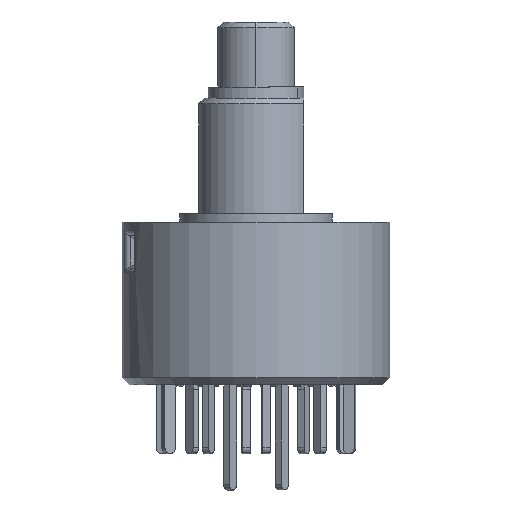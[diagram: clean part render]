
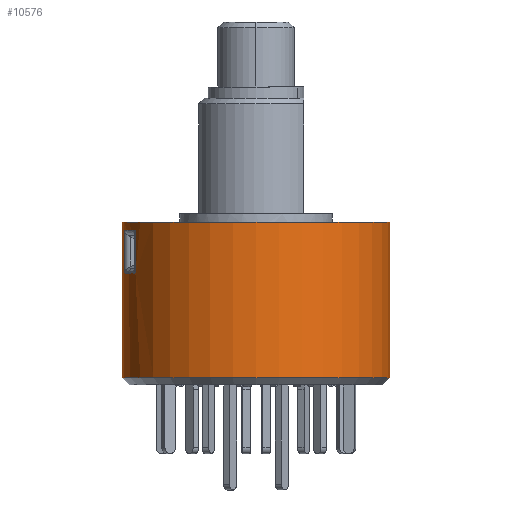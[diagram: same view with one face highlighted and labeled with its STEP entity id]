
A CAD part, left-side view. The second image highlights one B-rep face of the part: STEP entity #10576.
In plain terms, the highlighted cylindrical face has radius 7 mm (diameter 14 mm), a partial arc.
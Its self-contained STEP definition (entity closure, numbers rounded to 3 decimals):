
#21 = EDGE_LOOP ( 'NONE', ( #12471, #8519, #10733, #4452, #9277 ) ) ;
#45 = LINE ( 'NONE', #3345, #6869 ) ;
#535 = CARTESIAN_POINT ( 'NONE',  ( -3.036, 6.308, -3.094 ) ) ;
#646 = CARTESIAN_POINT ( 'NONE',  ( -2.163, 6.657, -3.129 ) ) ;
#695 = EDGE_CURVE ( 'NONE', #10522, #11579, #11923, .T. ) ;
#1338 = CARTESIAN_POINT ( 'NONE',  ( -3.036, 6.308, -0.888 ) ) ;
#1408 = CARTESIAN_POINT ( 'NONE',  ( -3.036, 6.308, -0.888 ) ) ;
#1544 = DIRECTION ( 'NONE',  ( 0., -1., 0. ) ) ;
#1636 = ORIENTED_EDGE ( 'NONE', *, *, #695, .T. ) ;
#1644 = CARTESIAN_POINT ( 'NONE',  ( -1.252, 6.887, -0.888 ) ) ;
#1666 = VECTOR ( 'NONE', #15081, 1000. ) ;
#1679 =( BOUNDED_CURVE ( )  B_SPLINE_CURVE ( 3, ( #6046, #6094, #14709, #12382 ),
 .UNSPECIFIED., .F., .T. ) 
 B_SPLINE_CURVE_WITH_KNOTS ( ( 4, 4 ),
 ( 0., 0.134 ),
 .UNSPECIFIED. ) 
 CURVE ( )  GEOMETRIC_REPRESENTATION_ITEM ( )  RATIONAL_B_SPLINE_CURVE ( ( 1., 0.998, 0.998, 1. ) ) 
 REPRESENTATION_ITEM ( '' )  );
#1943 =( BOUNDED_CURVE ( )  B_SPLINE_CURVE ( 3, ( #535, #4210, #2962, #646 ),
 .UNSPECIFIED., .F., .F. ) 
 B_SPLINE_CURVE_WITH_KNOTS ( ( 4, 4 ),
 ( 6.149, 6.283 ),
 .UNSPECIFIED. ) 
 CURVE ( )  GEOMETRIC_REPRESENTATION_ITEM ( )  RATIONAL_B_SPLINE_CURVE ( ( 1., 0.998, 0.998, 1. ) ) 
 REPRESENTATION_ITEM ( '' )  );
#2838 = VERTEX_POINT ( 'NONE', #4252 ) ;
#2859 = EDGE_CURVE ( 'NONE', #15412, #9216, #12626, .T. ) ;
#2962 = CARTESIAN_POINT ( 'NONE',  ( -2.462, 6.56, -3.129 ) ) ;
#3157 = EDGE_LOOP ( 'NONE', ( #8010, #8960, #8912, #1636 ) ) ;
#3303 = EDGE_CURVE ( 'NONE', #2838, #11579, #11841, .T. ) ;
#3345 = CARTESIAN_POINT ( 'NONE',  ( 0., 7., -0.45 ) ) ;
#3396 = AXIS2_PLACEMENT_3D ( 'NONE', #15117, #14035, #6417 ) ;
#4198 = VERTEX_POINT ( 'NONE', #5159 ) ;
#4210 = CARTESIAN_POINT ( 'NONE',  ( -2.753, 6.444, -3.117 ) ) ;
#4252 = CARTESIAN_POINT ( 'NONE',  ( 0., -7., -0.45 ) ) ;
#4379 = EDGE_CURVE ( 'NONE', #13354, #2838, #12213, .T. ) ;
#4430 = EDGE_CURVE ( 'NONE', #8179, #12657, #1679, .T. ) ;
#4452 = ORIENTED_EDGE ( 'NONE', *, *, #2859, .T. ) ;
#4914 = CARTESIAN_POINT ( 'NONE',  ( 0., 7., -8.574 ) ) ;
#5032 = DIRECTION ( 'NONE',  ( 0., 0., 1. ) ) ;
#5117 = LINE ( 'NONE', #7619, #13775 ) ;
#5159 = CARTESIAN_POINT ( 'NONE',  ( -3.036, 6.308, -3.094 ) ) ;
#5218 = CARTESIAN_POINT ( 'NONE',  ( -1.252, 6.887, -0.45 ) ) ;
#5618 = CARTESIAN_POINT ( 'NONE',  ( -2.163, 6.657, -3.129 ) ) ;
#5747 = FACE_OUTER_BOUND ( 'NONE', #3157, .T. ) ;
#6046 = CARTESIAN_POINT ( 'NONE',  ( -2.163, 6.657, -3.129 ) ) ;
#6094 = CARTESIAN_POINT ( 'NONE',  ( -1.865, 6.754, -3.129 ) ) ;
#6417 = DIRECTION ( 'NONE',  ( 0., 1., 0. ) ) ;
#6476 = DIRECTION ( 'NONE',  ( 0., 0., -1. ) ) ;
#6555 = DIRECTION ( 'NONE',  ( 0., 0., 1. ) ) ;
#6729 = CARTESIAN_POINT ( 'NONE',  ( -1.252, 6.887, -0.888 ) ) ;
#6869 = VECTOR ( 'NONE', #12129, 1000. ) ;
#7309 = CARTESIAN_POINT ( 'NONE',  ( 0., 0., -0.45 ) ) ;
#7314 = CYLINDRICAL_SURFACE ( 'NONE', #3396, 7. ) ;
#7619 = CARTESIAN_POINT ( 'NONE',  ( -3.036, 6.308, -0.45 ) ) ;
#7806 = AXIS2_PLACEMENT_3D ( 'NONE', #7309, #8563, #10963 ) ;
#7861 = CARTESIAN_POINT ( 'NONE',  ( 0., -7., -8.574 ) ) ;
#7879 = CARTESIAN_POINT ( 'NONE',  ( -1.252, 6.887, -3.094 ) ) ;
#8010 = ORIENTED_EDGE ( 'NONE', *, *, #3303, .F. ) ;
#8179 = VERTEX_POINT ( 'NONE', #5618 ) ;
#8519 = ORIENTED_EDGE ( 'NONE', *, *, #4430, .T. ) ;
#8563 = DIRECTION ( 'NONE',  ( 0., 0., 1. ) ) ;
#8643 = CARTESIAN_POINT ( 'NONE',  ( 0., 7., -0.45 ) ) ;
#8912 = ORIENTED_EDGE ( 'NONE', *, *, #11301, .T. ) ;
#8960 = ORIENTED_EDGE ( 'NONE', *, *, #4379, .F. ) ;
#9102 = AXIS2_PLACEMENT_3D ( 'NONE', #11441, #5032, #1544 ) ;
#9216 = VERTEX_POINT ( 'NONE', #1408 ) ;
#9277 = ORIENTED_EDGE ( 'NONE', *, *, #14039, .T. ) ;
#9288 = EDGE_CURVE ( 'NONE', #4198, #8179, #1943, .T. ) ;
#9311 = LINE ( 'NONE', #5218, #13986 ) ;
#10233 = CARTESIAN_POINT ( 'NONE',  ( 0., -7., -0.45 ) ) ;
#10472 = FACE_BOUND ( 'NONE', #21, .T. ) ;
#10522 = VERTEX_POINT ( 'NONE', #4914 ) ;
#10576 = ADVANCED_FACE ( 'NONE', ( #5747, #10472 ), #7314, .T. ) ;
#10733 = ORIENTED_EDGE ( 'NONE', *, *, #13537, .T. ) ;
#10963 = DIRECTION ( 'NONE',  ( 0., -1., 0. ) ) ;
#11301 = EDGE_CURVE ( 'NONE', #13354, #10522, #45, .T. ) ;
#11441 = CARTESIAN_POINT ( 'NONE',  ( 0., 0., -8.574 ) ) ;
#11579 = VERTEX_POINT ( 'NONE', #7861 ) ;
#11841 = LINE ( 'NONE', #10233, #1666 ) ;
#11923 = CIRCLE ( 'NONE', #9102, 7. ) ;
#12129 = DIRECTION ( 'NONE',  ( 0., 0., -1. ) ) ;
#12213 = CIRCLE ( 'NONE', #7806, 7. ) ;
#12382 = CARTESIAN_POINT ( 'NONE',  ( -1.252, 6.887, -3.094 ) ) ;
#12471 = ORIENTED_EDGE ( 'NONE', *, *, #9288, .T. ) ;
#12626 =( BOUNDED_CURVE ( )  B_SPLINE_CURVE ( 3, ( #6729, #15469, #15042, #1338 ),
 .UNSPECIFIED., .F., .T. ) 
 B_SPLINE_CURVE_WITH_KNOTS ( ( 4, 4 ),
 ( 3.007, 3.276 ),
 .UNSPECIFIED. ) 
 CURVE ( )  GEOMETRIC_REPRESENTATION_ITEM ( )  RATIONAL_B_SPLINE_CURVE ( ( 1., 0.994, 0.994, 1. ) ) 
 REPRESENTATION_ITEM ( '' )  );
#12657 = VERTEX_POINT ( 'NONE', #7879 ) ;
#13354 = VERTEX_POINT ( 'NONE', #8643 ) ;
#13537 = EDGE_CURVE ( 'NONE', #12657, #15412, #9311, .T. ) ;
#13775 = VECTOR ( 'NONE', #6476, 1000. ) ;
#13986 = VECTOR ( 'NONE', #6555, 1000. ) ;
#14035 = DIRECTION ( 'NONE',  ( 0., 0., -1. ) ) ;
#14039 = EDGE_CURVE ( 'NONE', #9216, #4198, #5117, .T. ) ;
#14709 = CARTESIAN_POINT ( 'NONE',  ( -1.56, 6.831, -3.117 ) ) ;
#15042 = CARTESIAN_POINT ( 'NONE',  ( -2.469, 6.58, -0.841 ) ) ;
#15081 = DIRECTION ( 'NONE',  ( 0., 0., -1. ) ) ;
#15117 = CARTESIAN_POINT ( 'NONE',  ( 0., 0., -0.45 ) ) ;
#15412 = VERTEX_POINT ( 'NONE', #1644 ) ;
#15469 = CARTESIAN_POINT ( 'NONE',  ( -1.871, 6.775, -0.841 ) ) ;
